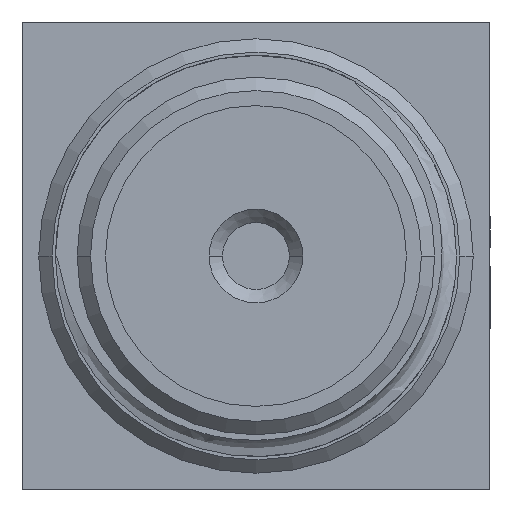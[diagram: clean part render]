
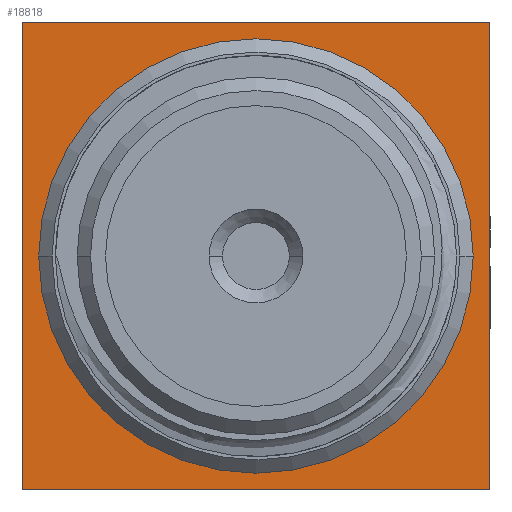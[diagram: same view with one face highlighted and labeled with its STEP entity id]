
A CAD part, front view. The second image highlights one B-rep face of the part: STEP entity #18818.
In plain terms, the highlighted planar face has unit normal (0, -1, 0).
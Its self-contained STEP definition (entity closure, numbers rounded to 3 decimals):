
#380 = VERTEX_POINT ( 'NONE', #8170 ) ;
#490 = CARTESIAN_POINT ( 'NONE',  ( 3.25, 1.05, 2.25 ) ) ;
#695 = EDGE_CURVE ( 'NONE', #7014, #3288, #7827, .T. ) ;
#767 = CARTESIAN_POINT ( 'NONE',  ( -3.5, 1.05, -1.25 ) ) ;
#862 = LINE ( 'NONE', #1894, #9604 ) ;
#908 = ORIENTED_EDGE ( 'NONE', *, *, #12404, .T. ) ;
#1188 = VERTEX_POINT ( 'NONE', #18129 ) ;
#1618 = LINE ( 'NONE', #7437, #12049 ) ;
#1894 = CARTESIAN_POINT ( 'NONE',  ( 3.5, 1.05, 5.75 ) ) ;
#2308 = LINE ( 'NONE', #3472, #8517 ) ;
#2359 = VECTOR ( 'NONE', #10992, 1000. ) ;
#2462 = DIRECTION ( 'NONE',  ( 1., 0., 0. ) ) ;
#3196 = CIRCLE ( 'NONE', #7444, 3.25 ) ;
#3288 = VERTEX_POINT ( 'NONE', #13073 ) ;
#3448 = EDGE_LOOP ( 'NONE', ( #9938, #10582 ) ) ;
#3472 = CARTESIAN_POINT ( 'NONE',  ( -3.5, 1.05, 5.75 ) ) ;
#3627 = EDGE_CURVE ( 'NONE', #3288, #13700, #862, .T. ) ;
#4186 = EDGE_CURVE ( 'NONE', #1188, #15730, #3196, .T. ) ;
#5161 = DIRECTION ( 'NONE',  ( 1., 0., 0. ) ) ;
#5746 = EDGE_LOOP ( 'NONE', ( #908, #7082, #17983, #7173 ) ) ;
#5857 = DIRECTION ( 'NONE',  ( 1., 0., 0. ) ) ;
#5945 = FACE_BOUND ( 'NONE', #3448, .T. ) ;
#6387 = DIRECTION ( 'NONE',  ( 0., 0., 1. ) ) ;
#7014 = VERTEX_POINT ( 'NONE', #10639 ) ;
#7082 = ORIENTED_EDGE ( 'NONE', *, *, #16495, .T. ) ;
#7173 = ORIENTED_EDGE ( 'NONE', *, *, #3627, .T. ) ;
#7292 = DIRECTION ( 'NONE',  ( 0., -1., 0. ) ) ;
#7437 = CARTESIAN_POINT ( 'NONE',  ( -3.5, 1.05, 5.75 ) ) ;
#7444 = AXIS2_PLACEMENT_3D ( 'NONE', #11458, #15570, #2462 ) ;
#7827 = LINE ( 'NONE', #767, #2359 ) ;
#8170 = CARTESIAN_POINT ( 'NONE',  ( -3.5, 1.05, 5.75 ) ) ;
#8517 = VECTOR ( 'NONE', #15131, 1000. ) ;
#9020 = FACE_OUTER_BOUND ( 'NONE', #5746, .T. ) ;
#9604 = VECTOR ( 'NONE', #6387, 1000. ) ;
#9938 = ORIENTED_EDGE ( 'NONE', *, *, #4186, .F. ) ;
#10279 = PLANE ( 'NONE',  #15231 ) ;
#10478 = CARTESIAN_POINT ( 'NONE',  ( 3.5, 1.05, 5.75 ) ) ;
#10582 = ORIENTED_EDGE ( 'NONE', *, *, #17206, .F. ) ;
#10639 = CARTESIAN_POINT ( 'NONE',  ( -3.5, 1.05, -1.25 ) ) ;
#10992 = DIRECTION ( 'NONE',  ( 1., 0., 0. ) ) ;
#11458 = CARTESIAN_POINT ( 'NONE',  ( 0., 1.05, 2.25 ) ) ;
#11603 = CARTESIAN_POINT ( 'NONE',  ( 0., 1.05, 2.25 ) ) ;
#12049 = VECTOR ( 'NONE', #17683, 1000. ) ;
#12404 = EDGE_CURVE ( 'NONE', #13700, #380, #1618, .T. ) ;
#12464 = CARTESIAN_POINT ( 'NONE',  ( 0., 1.05, 2.25 ) ) ;
#13073 = CARTESIAN_POINT ( 'NONE',  ( 3.5, 1.05, -1.25 ) ) ;
#13132 = CIRCLE ( 'NONE', #16494, 3.25 ) ;
#13700 = VERTEX_POINT ( 'NONE', #10478 ) ;
#15131 = DIRECTION ( 'NONE',  ( 0., 0., -1. ) ) ;
#15231 = AXIS2_PLACEMENT_3D ( 'NONE', #12464, #15329, #5161 ) ;
#15329 = DIRECTION ( 'NONE',  ( 0., -1., 0. ) ) ;
#15570 = DIRECTION ( 'NONE',  ( 0., -1., 0. ) ) ;
#15730 = VERTEX_POINT ( 'NONE', #490 ) ;
#16494 = AXIS2_PLACEMENT_3D ( 'NONE', #11603, #7292, #5857 ) ;
#16495 = EDGE_CURVE ( 'NONE', #380, #7014, #2308, .T. ) ;
#17206 = EDGE_CURVE ( 'NONE', #15730, #1188, #13132, .T. ) ;
#17683 = DIRECTION ( 'NONE',  ( -1., 0., 0. ) ) ;
#17983 = ORIENTED_EDGE ( 'NONE', *, *, #695, .T. ) ;
#18129 = CARTESIAN_POINT ( 'NONE',  ( -3.25, 1.05, 2.25 ) ) ;
#18818 = ADVANCED_FACE ( 'NONE', ( #5945, #9020 ), #10279, .T. ) ;
